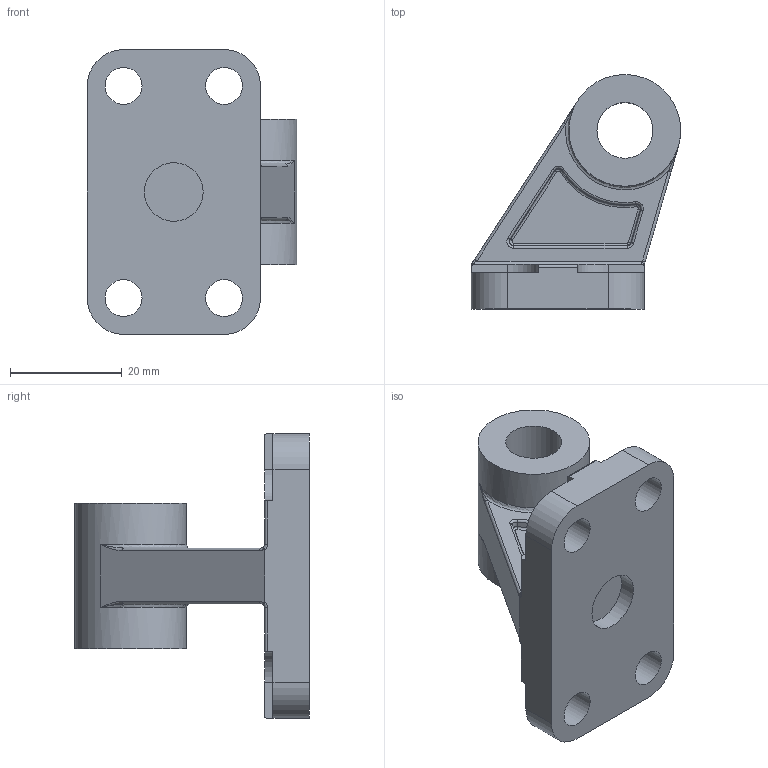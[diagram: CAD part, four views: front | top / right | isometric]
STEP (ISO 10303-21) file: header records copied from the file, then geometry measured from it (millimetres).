
FILE_DESCRIPTION(/* description */ (''),/* implementation_level */ '2;1');
FILE_NAME(/* name */ 'td_32_es.stp',/* time_stamp */ '2017-12-21T10:39:53+01:00',/* author */ ('leitheußer'),/* organization */ (''),/* preprocessor_version */ 'ST-DEVELOPER v15.6',/* originating_system */ 'Autodesk Inventor LT ',/* authorisation */ '');
FILE_SCHEMA (('AUTOMOTIVE_DESIGN { 1 0 10303 214 3 1 1 }'));
Length unit declared in the file: millimetre
Products named in the file (1): IN05-32
Bounding box: 37.5 x 42 x 51 mm (x, y, z)
Volume: 20785.5 mm3; surface area: 8580.9 mm2
Topology: 1 solids, 1 shells, 117 faces, 289 edges, 174 vertices
Faces by surface type: cylinder 39, plane 34, torus 18, bspline 16, cone 10
Full cylindrical faces by diameter (mm): 6.6 x4, 10 x1, 10.5 x1, 20 x1
Entity records: 3750 total; most frequent: CARTESIAN_POINT 982, DIRECTION 600, ORIENTED_EDGE 556, EDGE_CURVE 278, AXIS2_PLACEMENT_3D 240, VERTEX_POINT 174, EDGE_LOOP 138, CIRCLE 134
